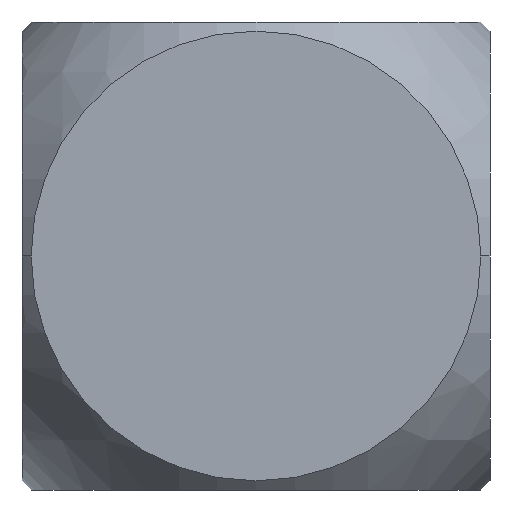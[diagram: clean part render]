
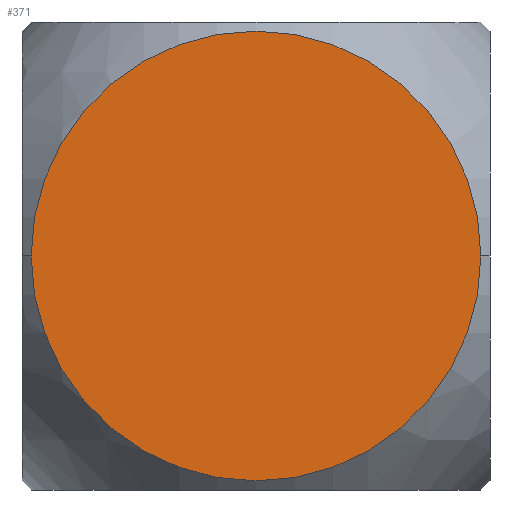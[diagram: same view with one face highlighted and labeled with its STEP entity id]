
A CAD part, front view. The second image highlights one B-rep face of the part: STEP entity #371.
In plain terms, the highlighted planar face has unit normal (0, -1, 0).
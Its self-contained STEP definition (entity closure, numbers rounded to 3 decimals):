
#3 = DIRECTION ( 'NONE',  ( 0., 1., 0. ) ) ;
#56 = EDGE_CURVE ( 'NONE', #293, #409, #368, .T. ) ;
#57 = EDGE_LOOP ( 'NONE', ( #466, #126 ) ) ;
#83 = CARTESIAN_POINT ( 'NONE',  ( -2.883, -3., 0. ) ) ;
#126 = ORIENTED_EDGE ( 'NONE', *, *, #56, .F. ) ;
#207 = DIRECTION ( 'NONE',  ( 0., 0., 1. ) ) ;
#260 = CARTESIAN_POINT ( 'NONE',  ( 0., -3., 0. ) ) ;
#279 = PLANE ( 'NONE',  #331 ) ;
#293 = VERTEX_POINT ( 'NONE', #493 ) ;
#301 = DIRECTION ( 'NONE',  ( 0., 0., 1. ) ) ;
#303 = DIRECTION ( 'NONE',  ( 0., 0., 1. ) ) ;
#315 = CARTESIAN_POINT ( 'NONE',  ( 0., -3., 0. ) ) ;
#331 = AXIS2_PLACEMENT_3D ( 'NONE', #315, #421, #207 ) ;
#368 = CIRCLE ( 'NONE', #489, 2.883 ) ;
#371 = ADVANCED_FACE ( 'NONE', ( #377 ), #279, .F. ) ;
#377 = FACE_OUTER_BOUND ( 'NONE', #57, .T. ) ;
#409 = VERTEX_POINT ( 'NONE', #83 ) ;
#421 = DIRECTION ( 'NONE',  ( 0., 1., 0. ) ) ;
#430 = CARTESIAN_POINT ( 'NONE',  ( 0., -3., 0. ) ) ;
#466 = ORIENTED_EDGE ( 'NONE', *, *, #559, .F. ) ;
#482 = DIRECTION ( 'NONE',  ( 0., 1., 0. ) ) ;
#489 = AXIS2_PLACEMENT_3D ( 'NONE', #260, #3, #301 ) ;
#493 = CARTESIAN_POINT ( 'NONE',  ( 2.883, -3., 0. ) ) ;
#510 = CIRCLE ( 'NONE', #549, 2.883 ) ;
#549 = AXIS2_PLACEMENT_3D ( 'NONE', #430, #482, #303 ) ;
#559 = EDGE_CURVE ( 'NONE', #409, #293, #510, .T. ) ;
